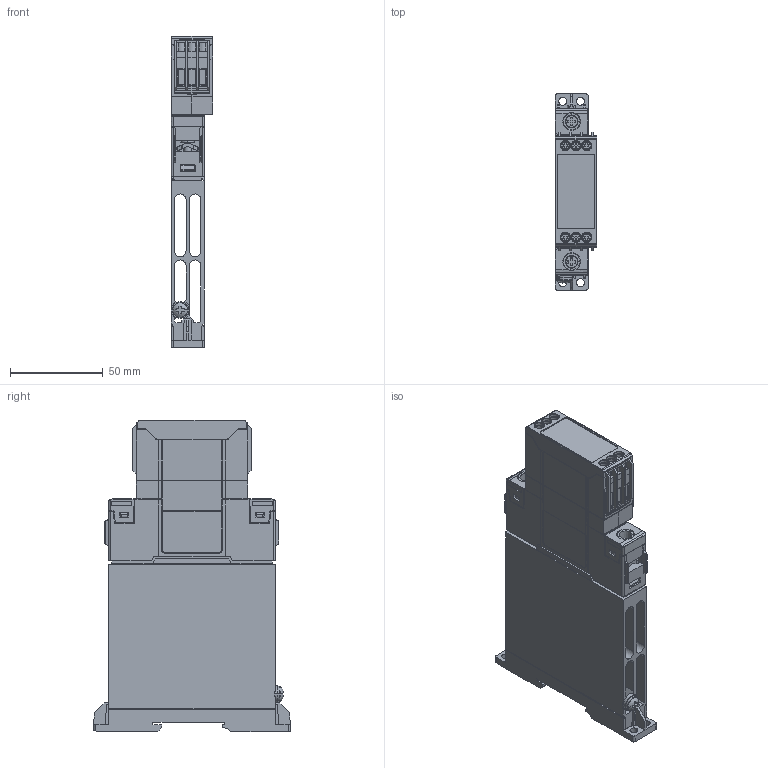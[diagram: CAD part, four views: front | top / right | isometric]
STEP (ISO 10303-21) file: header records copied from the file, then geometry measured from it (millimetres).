
FILE_DESCRIPTION((''),'2;1');
FILE_NAME('CGI0901-00-3D.stp','2011-11-15T15:32:42',(''),(''),'Mechanical Desktop 2011','Mechanical Desktop 2011',', , ');
FILE_SCHEMA(('CONFIG_CONTROL_DESIGN'));
Length unit declared in the file: millimetre
Products named in the file (2): Product; CGI0901-00
Assembly tree (1 placements, depth 2):
  Product
    CGI0901-00
Bounding box: 22.5 x 106 x 168.15 mm (x, y, z)
Volume: 176752.5 mm3; surface area: 74896.5 mm2
Topology: 1 solids, 4 shells, 1535 faces, 4401 edges, 2845 vertices
Faces by surface type: plane 678, bspline 477, cylinder 289, torus 36, cone 32, sphere 23
Entity records: 56471 total; most frequent: CARTESIAN_POINT 17299, ORIENTED_EDGE 8644, DIRECTION 7572, EDGE_CURVE 4322, VECTOR 2924, LINE 2924, VERTEX_POINT 2846, AXIS2_PLACEMENT_3D 2324
